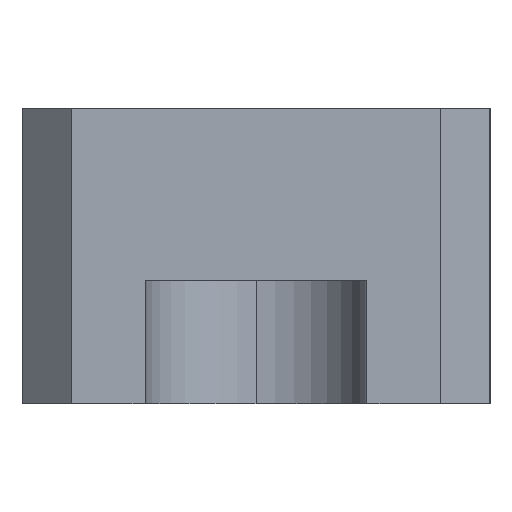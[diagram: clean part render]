
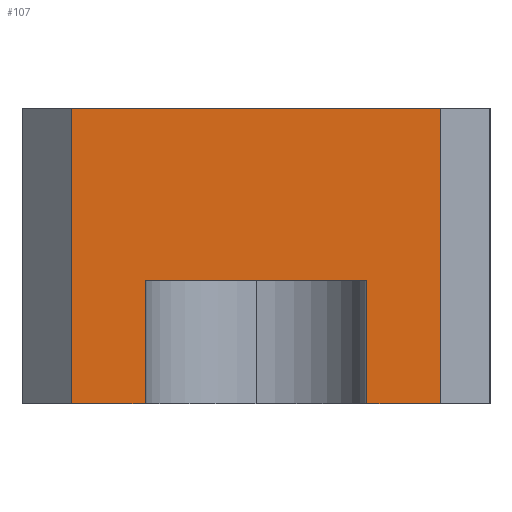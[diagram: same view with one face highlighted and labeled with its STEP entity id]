
A CAD part, left-side view. The second image highlights one B-rep face of the part: STEP entity #107.
In plain terms, the highlighted planar face has unit normal (-1, 0, 0).
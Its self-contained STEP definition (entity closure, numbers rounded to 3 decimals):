
#9 = LINE ( 'NONE', #74, #395 ) ;
#20 = DIRECTION ( 'NONE',  ( 0., 1., 0. ) ) ;
#59 = EDGE_CURVE ( 'NONE', #351, #681, #438, .T. ) ;
#62 = VECTOR ( 'NONE', #616, 1000. ) ;
#74 = CARTESIAN_POINT ( 'NONE',  ( -30., -7.5, 0. ) ) ;
#78 = DIRECTION ( 'NONE',  ( 0., 1., 0. ) ) ;
#80 = ORIENTED_EDGE ( 'NONE', *, *, #250, .F. ) ;
#82 = EDGE_CURVE ( 'NONE', #225, #351, #586, .T. ) ;
#86 = VECTOR ( 'NONE', #162, 1000. ) ;
#107 = ADVANCED_FACE ( 'NONE', ( #447 ), #530, .T. ) ;
#108 = EDGE_CURVE ( 'NONE', #684, #705, #113, .T. ) ;
#113 = LINE ( 'NONE', #275, #86 ) ;
#127 = CARTESIAN_POINT ( 'NONE',  ( -30., 4.5, 12. ) ) ;
#136 = ORIENTED_EDGE ( 'NONE', *, *, #149, .F. ) ;
#145 = CARTESIAN_POINT ( 'NONE',  ( -30., -7.5, 0. ) ) ;
#149 = EDGE_CURVE ( 'NONE', #225, #290, #332, .T. ) ;
#150 = DIRECTION ( 'NONE',  ( -1., 0., 0. ) ) ;
#153 = LINE ( 'NONE', #377, #427 ) ;
#162 = DIRECTION ( 'NONE',  ( 0., 0., -1. ) ) ;
#173 = DIRECTION ( 'NONE',  ( 0., 0., -1. ) ) ;
#176 = ORIENTED_EDGE ( 'NONE', *, *, #202, .F. ) ;
#185 = VERTEX_POINT ( 'NONE', #667 ) ;
#201 = ORIENTED_EDGE ( 'NONE', *, *, #433, .F. ) ;
#202 = EDGE_CURVE ( 'NONE', #185, #329, #552, .T. ) ;
#219 = VECTOR ( 'NONE', #78, 1000. ) ;
#220 = DIRECTION ( 'NONE',  ( 0., 0., -1. ) ) ;
#225 = VERTEX_POINT ( 'NONE', #547 ) ;
#250 = EDGE_CURVE ( 'NONE', #329, #681, #354, .T. ) ;
#251 = VECTOR ( 'NONE', #487, 1000. ) ;
#274 = CARTESIAN_POINT ( 'NONE',  ( -30., 4.5, 0. ) ) ;
#275 = CARTESIAN_POINT ( 'NONE',  ( -30., -4.5, 12. ) ) ;
#278 = VECTOR ( 'NONE', #173, 1000. ) ;
#290 = VERTEX_POINT ( 'NONE', #565 ) ;
#307 = ORIENTED_EDGE ( 'NONE', *, *, #59, .T. ) ;
#329 = VERTEX_POINT ( 'NONE', #274 ) ;
#332 = LINE ( 'NONE', #443, #278 ) ;
#335 = CARTESIAN_POINT ( 'NONE',  ( -30., 7.5, 12. ) ) ;
#351 = VERTEX_POINT ( 'NONE', #638 ) ;
#354 = LINE ( 'NONE', #145, #219 ) ;
#367 = ORIENTED_EDGE ( 'NONE', *, *, #399, .T. ) ;
#377 = CARTESIAN_POINT ( 'NONE',  ( -30., -7.5, 5. ) ) ;
#395 = VECTOR ( 'NONE', #20, 1000. ) ;
#399 = EDGE_CURVE ( 'NONE', #185, #684, #153, .T. ) ;
#427 = VECTOR ( 'NONE', #490, 1000. ) ;
#433 = EDGE_CURVE ( 'NONE', #290, #705, #9, .T. ) ;
#436 = EDGE_LOOP ( 'NONE', ( #367, #514, #201, #136, #597, #307, #80, #176 ) ) ;
#438 = LINE ( 'NONE', #335, #251 ) ;
#443 = CARTESIAN_POINT ( 'NONE',  ( -30., -7.5, 12. ) ) ;
#447 = FACE_OUTER_BOUND ( 'NONE', #436, .T. ) ;
#487 = DIRECTION ( 'NONE',  ( 0., 0., -1. ) ) ;
#490 = DIRECTION ( 'NONE',  ( 0., -1., 0. ) ) ;
#494 = DIRECTION ( 'NONE',  ( 0., 1., 0. ) ) ;
#514 = ORIENTED_EDGE ( 'NONE', *, *, #108, .T. ) ;
#530 = PLANE ( 'NONE',  #610 ) ;
#539 = VECTOR ( 'NONE', #494, 1000. ) ;
#547 = CARTESIAN_POINT ( 'NONE',  ( -30., -7.5, 12. ) ) ;
#552 = LINE ( 'NONE', #127, #62 ) ;
#565 = CARTESIAN_POINT ( 'NONE',  ( -30., -7.5, 0. ) ) ;
#586 = LINE ( 'NONE', #593, #539 ) ;
#593 = CARTESIAN_POINT ( 'NONE',  ( -30., -7.5, 12. ) ) ;
#597 = ORIENTED_EDGE ( 'NONE', *, *, #82, .T. ) ;
#601 = CARTESIAN_POINT ( 'NONE',  ( -30., -4.5, 0. ) ) ;
#610 = AXIS2_PLACEMENT_3D ( 'NONE', #642, #150, #220 ) ;
#616 = DIRECTION ( 'NONE',  ( 0., 0., -1. ) ) ;
#638 = CARTESIAN_POINT ( 'NONE',  ( -30., 7.5, 12. ) ) ;
#642 = CARTESIAN_POINT ( 'NONE',  ( -30., -7.5, 12. ) ) ;
#650 = CARTESIAN_POINT ( 'NONE',  ( -30., 7.5, 0. ) ) ;
#667 = CARTESIAN_POINT ( 'NONE',  ( -30., 4.5, 5. ) ) ;
#681 = VERTEX_POINT ( 'NONE', #650 ) ;
#684 = VERTEX_POINT ( 'NONE', #704 ) ;
#704 = CARTESIAN_POINT ( 'NONE',  ( -30., -4.5, 5. ) ) ;
#705 = VERTEX_POINT ( 'NONE', #601 ) ;
